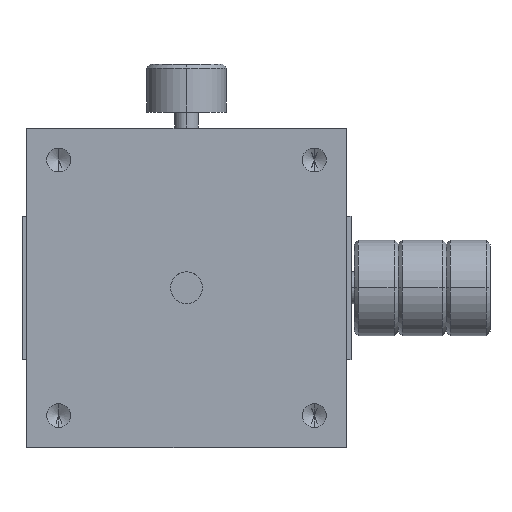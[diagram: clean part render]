
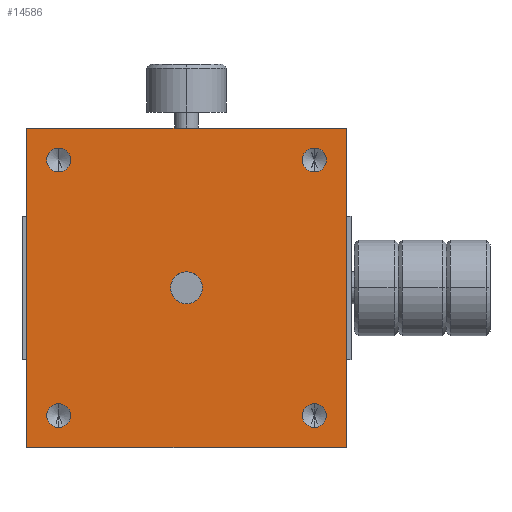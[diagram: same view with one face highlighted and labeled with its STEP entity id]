
A CAD part, top view. The second image highlights one B-rep face of the part: STEP entity #14586.
In plain terms, the highlighted planar face has unit normal (0, 0, 1).
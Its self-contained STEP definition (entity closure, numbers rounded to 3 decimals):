
#7050 = LINE ( 'NONE', #7052, #7051 ) ;
#7051 = VECTOR ( 'NONE', #7055, 1000. ) ;
#7052 = CARTESIAN_POINT ( 'NONE',  ( -20., -20., 12.25 ) ) ;
#7055 = DIRECTION ( 'NONE',  ( 0., -1., 0. ) ) ;
#7097 = AXIS2_PLACEMENT_3D ( 'NONE', #7098, #7101, #7100 ) ;
#7098 = CARTESIAN_POINT ( 'NONE',  ( -16., -16., 12.25 ) ) ;
#7100 = DIRECTION ( 'NONE',  ( 0., 1., 0. ) ) ;
#7101 = DIRECTION ( 'NONE',  ( 0., 0., -1. ) ) ;
#7102 = CIRCLE ( 'NONE', #7097, 1.5 ) ;
#7155 = LINE ( 'NONE', #7159, #7158 ) ;
#7157 = DIRECTION ( 'NONE',  ( 1., 0., 0. ) ) ;
#7158 = VECTOR ( 'NONE', #7157, 1000. ) ;
#7159 = CARTESIAN_POINT ( 'NONE',  ( -60.893, -20., 12.25 ) ) ;
#7164 = CARTESIAN_POINT ( 'NONE',  ( -20., 20., 12.25 ) ) ;
#7169 = CARTESIAN_POINT ( 'NONE',  ( -60.893, 20., 12.25 ) ) ;
#7170 = LINE ( 'NONE', #7169, #7173 ) ;
#7171 = FACE_BOUND ( 'NONE', #14560, .T. ) ;
#7172 = DIRECTION ( 'NONE',  ( 1., 0., 0. ) ) ;
#7173 = VECTOR ( 'NONE', #7172, 1000. ) ;
#7174 = FACE_BOUND ( 'NONE', #18729, .T. ) ;
#7175 = FACE_BOUND ( 'NONE', #18725, .T. ) ;
#7176 = FACE_BOUND ( 'NONE', #18782, .T. ) ;
#7177 = FACE_BOUND ( 'NONE', #18778, .T. ) ;
#7178 = FACE_OUTER_BOUND ( 'NONE', #18741, .T. ) ;
#7179 = CARTESIAN_POINT ( 'NONE',  ( -60.893, -20., 12.25 ) ) ;
#7180 = AXIS2_PLACEMENT_3D ( 'NONE', #7179, #7185, #7184 ) ;
#7181 = PLANE ( 'NONE',  #7180 ) ;
#7184 = DIRECTION ( 'NONE',  ( 1., 0., 0. ) ) ;
#7185 = DIRECTION ( 'NONE',  ( 0., 0., 1. ) ) ;
#7779 = DIRECTION ( 'NONE',  ( 1., 0., 0. ) ) ;
#7780 = DIRECTION ( 'NONE',  ( 0., 0., 1. ) ) ;
#7781 = CARTESIAN_POINT ( 'NONE',  ( 0., 0., 12.25 ) ) ;
#7782 = AXIS2_PLACEMENT_3D ( 'NONE', #7781, #7780, #7779 ) ;
#7783 = CIRCLE ( 'NONE', #7782, 2. ) ;
#7875 = DIRECTION ( 'NONE',  ( 0., 1., 0. ) ) ;
#7876 = DIRECTION ( 'NONE',  ( 0., 0., -1. ) ) ;
#7877 = CARTESIAN_POINT ( 'NONE',  ( 16., 16., 12.25 ) ) ;
#7878 = AXIS2_PLACEMENT_3D ( 'NONE', #7877, #7876, #7875 ) ;
#7879 = CIRCLE ( 'NONE', #7878, 1.5 ) ;
#7880 = CARTESIAN_POINT ( 'NONE',  ( -20., -20., 12.25 ) ) ;
#7881 = CARTESIAN_POINT ( 'NONE',  ( 2., 0., 12.25 ) ) ;
#7882 = DIRECTION ( 'NONE',  ( 1., 0., 0. ) ) ;
#7883 = DIRECTION ( 'NONE',  ( 0., 0., 1. ) ) ;
#7884 = CARTESIAN_POINT ( 'NONE',  ( 0., 0., 12.25 ) ) ;
#7885 = AXIS2_PLACEMENT_3D ( 'NONE', #7884, #7883, #7882 ) ;
#7886 = CIRCLE ( 'NONE', #7885, 2. ) ;
#7887 = CARTESIAN_POINT ( 'NONE',  ( -2., 0., 12.25 ) ) ;
#7910 = DIRECTION ( 'NONE',  ( 0., 0., -1. ) ) ;
#7911 = CARTESIAN_POINT ( 'NONE',  ( 16., -16., 12.25 ) ) ;
#7912 = AXIS2_PLACEMENT_3D ( 'NONE', #7911, #7910, #7926 ) ;
#7913 = CIRCLE ( 'NONE', #7912, 1.5 ) ;
#7914 = CARTESIAN_POINT ( 'NONE',  ( 16., 16., 12.25 ) ) ;
#7923 = DIRECTION ( 'NONE',  ( 0., 0., -1. ) ) ;
#7924 = AXIS2_PLACEMENT_3D ( 'NONE', #7914, #7923, #7944 ) ;
#7925 = CIRCLE ( 'NONE', #7924, 1.5 ) ;
#7926 = DIRECTION ( 'NONE',  ( 0., 1., 0. ) ) ;
#7942 = CARTESIAN_POINT ( 'NONE',  ( 16., 17.5, 12.25 ) ) ;
#7943 = CARTESIAN_POINT ( 'NONE',  ( 16., 14.5, 12.25 ) ) ;
#7944 = DIRECTION ( 'NONE',  ( 0., 1., 0. ) ) ;
#7980 = CARTESIAN_POINT ( 'NONE',  ( -16., 16., 12.25 ) ) ;
#7984 = CIRCLE ( 'NONE', #7991, 1.5 ) ;
#7989 = DIRECTION ( 'NONE',  ( 0., 1., 0. ) ) ;
#7990 = DIRECTION ( 'NONE',  ( 0., 0., -1. ) ) ;
#7991 = AXIS2_PLACEMENT_3D ( 'NONE', #7980, #7990, #7989 ) ;
#7992 = DIRECTION ( 'NONE',  ( 0., 1., 0. ) ) ;
#7993 = DIRECTION ( 'NONE',  ( 0., 0., -1. ) ) ;
#7994 = CARTESIAN_POINT ( 'NONE',  ( 16., -16., 12.25 ) ) ;
#7995 = AXIS2_PLACEMENT_3D ( 'NONE', #7994, #7993, #7992 ) ;
#7996 = CIRCLE ( 'NONE', #7995, 1.5 ) ;
#7997 = CARTESIAN_POINT ( 'NONE',  ( 16., -14.5, 12.25 ) ) ;
#13712 = VERTEX_POINT ( 'NONE', #20380 ) ;
#13714 = EDGE_CURVE ( 'NONE', #13712, #13715, #20379, .T. ) ;
#13715 = VERTEX_POINT ( 'NONE', #20375 ) ;
#13731 = VERTEX_POINT ( 'NONE', #20339 ) ;
#13818 = VERTEX_POINT ( 'NONE', #20577 ) ;
#13820 = VERTEX_POINT ( 'NONE', #20576 ) ;
#13855 = EDGE_CURVE ( 'NONE', #13856, #13820, #20495, .T. ) ;
#13856 = VERTEX_POINT ( 'NONE', #20491 ) ;
#13864 = EDGE_CURVE ( 'NONE', #13865, #13818, #20478, .T. ) ;
#13865 = VERTEX_POINT ( 'NONE', #20474 ) ;
#14560 = EDGE_LOOP ( 'NONE', ( #14561, #18748 ) ) ;
#14561 = ORIENTED_EDGE ( 'NONE', *, *, #14562, .T. ) ;
#14562 = EDGE_CURVE ( 'NONE', #13818, #13865, #7102, .T. ) ;
#14568 = EDGE_CURVE ( 'NONE', #14569, #18723, #7050, .T. ) ;
#14569 = VERTEX_POINT ( 'NONE', #7164 ) ;
#14576 = EDGE_CURVE ( 'NONE', #18723, #13715, #7155, .T. ) ;
#14581 = ORIENTED_EDGE ( 'NONE', *, *, #14576, .T. ) ;
#14585 = EDGE_CURVE ( 'NONE', #14569, #13712, #7170, .T. ) ;
#14586 = ADVANCED_FACE ( 'NONE', ( #7171, #7177, #7176, #7175, #7174, #7178 ), #7181, .T. ) ;
#14596 = ORIENTED_EDGE ( 'NONE', *, *, #14585, .F. ) ;
#14615 = ORIENTED_EDGE ( 'NONE', *, *, #13714, .F. ) ;
#14804 = ORIENTED_EDGE ( 'NONE', *, *, #14568, .T. ) ;
#18718 = VERTEX_POINT ( 'NONE', #7887 ) ;
#18720 = EDGE_CURVE ( 'NONE', #18718, #18721, #7886, .T. ) ;
#18721 = VERTEX_POINT ( 'NONE', #7881 ) ;
#18723 = VERTEX_POINT ( 'NONE', #7880 ) ;
#18724 = ORIENTED_EDGE ( 'NONE', *, *, #18785, .T. ) ;
#18725 = EDGE_LOOP ( 'NONE', ( #18726, #18728 ) ) ;
#18726 = ORIENTED_EDGE ( 'NONE', *, *, #18727, .T. ) ;
#18727 = EDGE_CURVE ( 'NONE', #18793, #18792, #7879, .T. ) ;
#18728 = ORIENTED_EDGE ( 'NONE', *, *, #18791, .T. ) ;
#18729 = EDGE_LOOP ( 'NONE', ( #18730, #18732 ) ) ;
#18730 = ORIENTED_EDGE ( 'NONE', *, *, #18731, .F. ) ;
#18731 = EDGE_CURVE ( 'NONE', #18721, #18718, #7783, .T. ) ;
#18732 = ORIENTED_EDGE ( 'NONE', *, *, #18720, .F. ) ;
#18741 = EDGE_LOOP ( 'NONE', ( #14596, #14804, #14581, #14615 ) ) ;
#18748 = ORIENTED_EDGE ( 'NONE', *, *, #13864, .T. ) ;
#18778 = EDGE_LOOP ( 'NONE', ( #18779, #18781 ) ) ;
#18779 = ORIENTED_EDGE ( 'NONE', *, *, #18780, .T. ) ;
#18780 = EDGE_CURVE ( 'NONE', #13820, #13856, #7984, .T. ) ;
#18781 = ORIENTED_EDGE ( 'NONE', *, *, #13855, .T. ) ;
#18782 = EDGE_LOOP ( 'NONE', ( #18788, #18724 ) ) ;
#18785 = EDGE_CURVE ( 'NONE', #13731, #18786, #7996, .T. ) ;
#18786 = VERTEX_POINT ( 'NONE', #7997 ) ;
#18788 = ORIENTED_EDGE ( 'NONE', *, *, #18789, .T. ) ;
#18789 = EDGE_CURVE ( 'NONE', #18786, #13731, #7913, .T. ) ;
#18791 = EDGE_CURVE ( 'NONE', #18792, #18793, #7925, .T. ) ;
#18792 = VERTEX_POINT ( 'NONE', #7943 ) ;
#18793 = VERTEX_POINT ( 'NONE', #7942 ) ;
#20339 = CARTESIAN_POINT ( 'NONE',  ( 16., -17.5, 12.25 ) ) ;
#20375 = CARTESIAN_POINT ( 'NONE',  ( 20., -20., 12.25 ) ) ;
#20376 = DIRECTION ( 'NONE',  ( 0., -1., 0. ) ) ;
#20377 = VECTOR ( 'NONE', #20376, 1000. ) ;
#20378 = CARTESIAN_POINT ( 'NONE',  ( 20., -20., 12.25 ) ) ;
#20379 = LINE ( 'NONE', #20378, #20377 ) ;
#20380 = CARTESIAN_POINT ( 'NONE',  ( 20., 20., 12.25 ) ) ;
#20474 = CARTESIAN_POINT ( 'NONE',  ( -16., -17.5, 12.25 ) ) ;
#20475 = DIRECTION ( 'NONE',  ( 0., 1., 0. ) ) ;
#20476 = DIRECTION ( 'NONE',  ( 0., 0., -1. ) ) ;
#20477 = AXIS2_PLACEMENT_3D ( 'NONE', #20483, #20476, #20475 ) ;
#20478 = CIRCLE ( 'NONE', #20477, 1.5 ) ;
#20483 = CARTESIAN_POINT ( 'NONE',  ( -16., -16., 12.25 ) ) ;
#20491 = CARTESIAN_POINT ( 'NONE',  ( -16., 14.5, 12.25 ) ) ;
#20492 = DIRECTION ( 'NONE',  ( 0., 1., 0. ) ) ;
#20493 = DIRECTION ( 'NONE',  ( 0., 0., -1. ) ) ;
#20494 = AXIS2_PLACEMENT_3D ( 'NONE', #20500, #20493, #20492 ) ;
#20495 = CIRCLE ( 'NONE', #20494, 1.5 ) ;
#20500 = CARTESIAN_POINT ( 'NONE',  ( -16., 16., 12.25 ) ) ;
#20576 = CARTESIAN_POINT ( 'NONE',  ( -16., 17.5, 12.25 ) ) ;
#20577 = CARTESIAN_POINT ( 'NONE',  ( -16., -14.5, 12.25 ) ) ;
